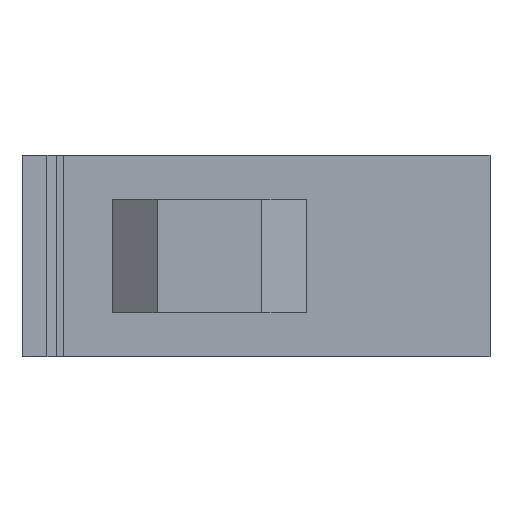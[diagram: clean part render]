
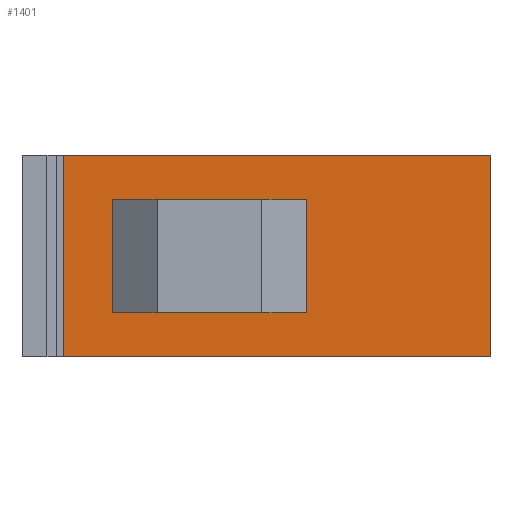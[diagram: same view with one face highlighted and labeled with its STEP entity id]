
A CAD part, front view. The second image highlights one B-rep face of the part: STEP entity #1401.
In plain terms, the highlighted planar face has unit normal (0, -1, 0).
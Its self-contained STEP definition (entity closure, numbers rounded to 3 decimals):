
#12 = AXIS2_PLACEMENT_3D ( 'NONE', #62, #1379, #211 ) ;
#25 = DIRECTION ( 'NONE',  ( 0., 0., 1. ) ) ;
#27 = FACE_OUTER_BOUND ( 'NONE', #1589, .T. ) ;
#62 = CARTESIAN_POINT ( 'NONE',  ( 0., 10.5, 0. ) ) ;
#93 = VERTEX_POINT ( 'NONE', #1422 ) ;
#100 = DIRECTION ( 'NONE',  ( 0., 0., 1. ) ) ;
#211 = DIRECTION ( 'NONE',  ( 0., 0., 1. ) ) ;
#233 = ORIENTED_EDGE ( 'NONE', *, *, #1333, .T. ) ;
#255 = EDGE_LOOP ( 'NONE', ( #1592, #687, #932, #1371, #1138, #385 ) ) ;
#276 = EDGE_CURVE ( 'NONE', #1517, #1104, #1527, .T. ) ;
#277 = VECTOR ( 'NONE', #286, 1000. ) ;
#286 = DIRECTION ( 'NONE',  ( 1., 0., 0. ) ) ;
#309 = CIRCLE ( 'NONE', #747, 3.5 ) ;
#356 = CARTESIAN_POINT ( 'NONE',  ( -11.7, 10.5, 8.1 ) ) ;
#385 = ORIENTED_EDGE ( 'NONE', *, *, #540, .T. ) ;
#392 = FACE_BOUND ( 'NONE', #255, .T. ) ;
#405 = LINE ( 'NONE', #1364, #765 ) ;
#429 = DIRECTION ( 'NONE',  ( 0., 0., 1. ) ) ;
#430 = CARTESIAN_POINT ( 'NONE',  ( -11.7, 10.5, 8.1 ) ) ;
#489 = VERTEX_POINT ( 'NONE', #631 ) ;
#521 = VERTEX_POINT ( 'NONE', #1628 ) ;
#540 = EDGE_CURVE ( 'NONE', #93, #1517, #902, .T. ) ;
#549 = VECTOR ( 'NONE', #1145, 1000. ) ;
#614 = CARTESIAN_POINT ( 'NONE',  ( 1.5, 10.5, 4.55 ) ) ;
#631 = CARTESIAN_POINT ( 'NONE',  ( -5., 10.5, 4.55 ) ) ;
#639 = EDGE_CURVE ( 'NONE', #1399, #961, #748, .T. ) ;
#676 = EDGE_CURVE ( 'NONE', #1022, #521, #309, .T. ) ;
#682 = LINE ( 'NONE', #1505, #1294 ) ;
#687 = ORIENTED_EDGE ( 'NONE', *, *, #1596, .T. ) ;
#724 = CARTESIAN_POINT ( 'NONE',  ( -11.7, 10.5, -8.1 ) ) ;
#747 = AXIS2_PLACEMENT_3D ( 'NONE', #1514, #1038, #100 ) ;
#748 = LINE ( 'NONE', #724, #1368 ) ;
#760 = PLANE ( 'NONE',  #12 ) ;
#765 = VECTOR ( 'NONE', #1291, 1000. ) ;
#770 = DIRECTION ( 'NONE',  ( 0., 0., 1. ) ) ;
#823 = DIRECTION ( 'NONE',  ( 1., 0., 0. ) ) ;
#845 = LINE ( 'NONE', #1385, #1510 ) ;
#858 = AXIS2_PLACEMENT_3D ( 'NONE', #1409, #1239, #770 ) ;
#894 = EDGE_CURVE ( 'NONE', #489, #1022, #1225, .T. ) ;
#900 = LINE ( 'NONE', #1352, #1214 ) ;
#902 = LINE ( 'NONE', #1423, #549 ) ;
#932 = ORIENTED_EDGE ( 'NONE', *, *, #894, .T. ) ;
#946 = ORIENTED_EDGE ( 'NONE', *, *, #1077, .F. ) ;
#955 = DIRECTION ( 'NONE',  ( 1., 0., 0. ) ) ;
#961 = VERTEX_POINT ( 'NONE', #1498 ) ;
#1022 = VERTEX_POINT ( 'NONE', #614 ) ;
#1038 = DIRECTION ( 'NONE',  ( 0., 1., 0. ) ) ;
#1077 = EDGE_CURVE ( 'NONE', #1228, #1140, #1293, .T. ) ;
#1104 = VERTEX_POINT ( 'NONE', #1367 ) ;
#1136 = CARTESIAN_POINT ( 'NONE',  ( 22.5, 10.5, 8.1 ) ) ;
#1138 = ORIENTED_EDGE ( 'NONE', *, *, #1657, .T. ) ;
#1140 = VERTEX_POINT ( 'NONE', #1136 ) ;
#1145 = DIRECTION ( 'NONE',  ( -1., 0., 0. ) ) ;
#1214 = VECTOR ( 'NONE', #25, 1000. ) ;
#1225 = LINE ( 'NONE', #1561, #1540 ) ;
#1228 = VERTEX_POINT ( 'NONE', #356 ) ;
#1239 = DIRECTION ( 'NONE',  ( 0., 1., 0. ) ) ;
#1291 = DIRECTION ( 'NONE',  ( 0., 0., 1. ) ) ;
#1293 = LINE ( 'NONE', #430, #277 ) ;
#1294 = VECTOR ( 'NONE', #1634, 1000. ) ;
#1333 = EDGE_CURVE ( 'NONE', #961, #1140, #900, .T. ) ;
#1352 = CARTESIAN_POINT ( 'NONE',  ( 22.5, 10.5, -8.1 ) ) ;
#1364 = CARTESIAN_POINT ( 'NONE',  ( -5., 10.5, -4.55 ) ) ;
#1367 = CARTESIAN_POINT ( 'NONE',  ( -5., 10.5, -1.05 ) ) ;
#1368 = VECTOR ( 'NONE', #823, 1000. ) ;
#1371 = ORIENTED_EDGE ( 'NONE', *, *, #676, .T. ) ;
#1379 = DIRECTION ( 'NONE',  ( 0., 1., 0. ) ) ;
#1385 = CARTESIAN_POINT ( 'NONE',  ( -11.7, 10.5, -8.1 ) ) ;
#1399 = VERTEX_POINT ( 'NONE', #1584 ) ;
#1401 = ADVANCED_FACE ( 'NONE', ( #27, #392 ), #760, .F. ) ;
#1409 = CARTESIAN_POINT ( 'NONE',  ( -1.5, 10.5, -1.05 ) ) ;
#1422 = CARTESIAN_POINT ( 'NONE',  ( 5., 10.5, -4.55 ) ) ;
#1423 = CARTESIAN_POINT ( 'NONE',  ( -5., 10.5, -4.55 ) ) ;
#1498 = CARTESIAN_POINT ( 'NONE',  ( 22.5, 10.5, -8.1 ) ) ;
#1505 = CARTESIAN_POINT ( 'NONE',  ( 5., 10.5, -4.55 ) ) ;
#1510 = VECTOR ( 'NONE', #429, 1000. ) ;
#1514 = CARTESIAN_POINT ( 'NONE',  ( 1.5, 10.5, 1.05 ) ) ;
#1517 = VERTEX_POINT ( 'NONE', #1648 ) ;
#1524 = EDGE_CURVE ( 'NONE', #1399, #1228, #845, .T. ) ;
#1527 = CIRCLE ( 'NONE', #858, 3.5 ) ;
#1540 = VECTOR ( 'NONE', #955, 1000. ) ;
#1554 = ORIENTED_EDGE ( 'NONE', *, *, #1524, .F. ) ;
#1556 = ORIENTED_EDGE ( 'NONE', *, *, #639, .T. ) ;
#1561 = CARTESIAN_POINT ( 'NONE',  ( -5., 10.5, 4.55 ) ) ;
#1584 = CARTESIAN_POINT ( 'NONE',  ( -11.7, 10.5, -8.1 ) ) ;
#1589 = EDGE_LOOP ( 'NONE', ( #1554, #1556, #233, #946 ) ) ;
#1592 = ORIENTED_EDGE ( 'NONE', *, *, #276, .T. ) ;
#1596 = EDGE_CURVE ( 'NONE', #1104, #489, #405, .T. ) ;
#1628 = CARTESIAN_POINT ( 'NONE',  ( 5., 10.5, 1.05 ) ) ;
#1634 = DIRECTION ( 'NONE',  ( 0., 0., -1. ) ) ;
#1648 = CARTESIAN_POINT ( 'NONE',  ( -1.5, 10.5, -4.55 ) ) ;
#1657 = EDGE_CURVE ( 'NONE', #521, #93, #682, .T. ) ;
